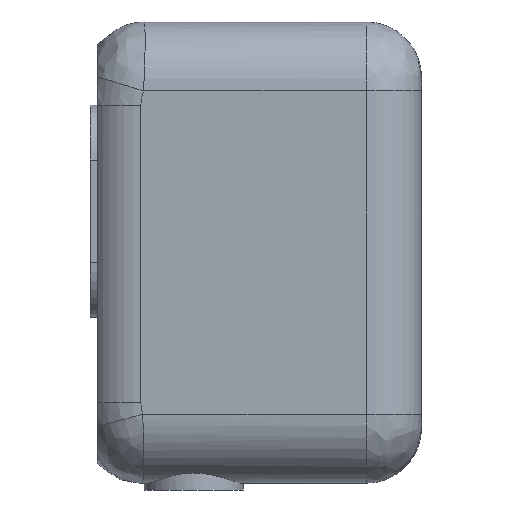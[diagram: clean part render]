
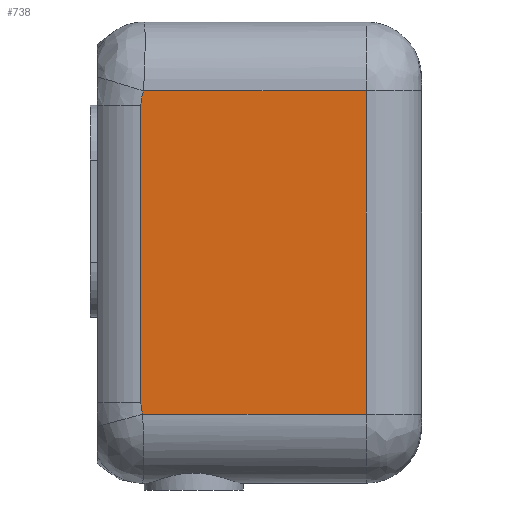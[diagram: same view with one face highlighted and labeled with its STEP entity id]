
A CAD part, front view. The second image highlights one B-rep face of the part: STEP entity #738.
In plain terms, the highlighted planar face has unit normal (0, -1, 0).
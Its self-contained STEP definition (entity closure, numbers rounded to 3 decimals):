
#41=PLANE('',#833);
#83=FACE_OUTER_BOUND('',#130,.T.);
#130=EDGE_LOOP('',(#624,#625,#626,#627,#628,#629));
#155=B_SPLINE_CURVE_WITH_KNOTS('',3,(#1343,#1344,#1345,#1346),
 .UNSPECIFIED.,.F.,.F.,(4,4),(8.244,8.414),
 .UNSPECIFIED.);
#156=B_SPLINE_CURVE_WITH_KNOTS('',3,(#1376,#1377,#1378,#1379,#1380),
 .UNSPECIFIED.,.F.,.F.,(4,1,4),(8.414,8.506,8.629),
 .UNSPECIFIED.);
#178=LINE('',#1230,#219);
#182=LINE('',#1271,#223);
#187=LINE('',#1316,#228);
#190=LINE('',#1671,#231);
#219=VECTOR('',#933,10.);
#223=VECTOR('',#951,10.);
#228=VECTOR('',#974,8.);
#231=VECTOR('',#1023,10.);
#323=VERTEX_POINT('',#1220);
#325=VERTEX_POINT('',#1226);
#331=VERTEX_POINT('',#1263);
#339=VERTEX_POINT('',#1313);
#340=VERTEX_POINT('',#1315);
#343=VERTEX_POINT('',#1341);
#404=EDGE_CURVE('',#323,#325,#178,.T.);
#414=EDGE_CURVE('',#331,#323,#182,.T.);
#426=EDGE_CURVE('',#339,#340,#187,.T.);
#430=EDGE_CURVE('',#343,#339,#155,.T.);
#434=EDGE_CURVE('',#340,#331,#156,.T.);
#454=EDGE_CURVE('',#325,#343,#190,.T.);
#624=ORIENTED_EDGE('',*,*,#404,.F.);
#625=ORIENTED_EDGE('',*,*,#414,.F.);
#626=ORIENTED_EDGE('',*,*,#434,.F.);
#627=ORIENTED_EDGE('',*,*,#426,.F.);
#628=ORIENTED_EDGE('',*,*,#430,.F.);
#629=ORIENTED_EDGE('',*,*,#454,.F.);
#738=ADVANCED_FACE('',(#83),#41,.T.);
#833=AXIS2_PLACEMENT_3D('',#1670,#1021,#1022);
#933=DIRECTION('',(0.,0.,-1.));
#951=DIRECTION('',(1.,0.,0.));
#974=DIRECTION('',(0.,0.,1.));
#1021=DIRECTION('center_axis',(0.,-1.,0.));
#1022=DIRECTION('ref_axis',(0.,0.,-1.));
#1023=DIRECTION('',(-1.,0.,0.));
#1220=CARTESIAN_POINT('',(39.1,0.,-10.));
#1226=CARTESIAN_POINT('',(39.1,0.,-57.));
#1230=CARTESIAN_POINT('',(39.1,0.,-16.75));
#1263=CARTESIAN_POINT('',(6.699,0.,-10.));
#1271=CARTESIAN_POINT('',(0.,0.,-10.));
#1313=CARTESIAN_POINT('',(6.324,0.,-55.32));
#1315=CARTESIAN_POINT('',(6.324,0.,-12.12));
#1316=CARTESIAN_POINT('',(6.324,0.,-22.81));
#1341=CARTESIAN_POINT('',(6.572,0.,-57.));
#1343=CARTESIAN_POINT('Ctrl Pts',(6.572,0.,
-57.));
#1344=CARTESIAN_POINT('Ctrl Pts',(6.424,0.,
-56.449));
#1345=CARTESIAN_POINT('Ctrl Pts',(6.324,0.,
-55.886));
#1346=CARTESIAN_POINT('Ctrl Pts',(6.324,0.,-55.32));
#1376=CARTESIAN_POINT('Ctrl Pts',(6.324,0.,-12.12));
#1377=CARTESIAN_POINT('Ctrl Pts',(6.324,0.,
-11.812));
#1378=CARTESIAN_POINT('Ctrl Pts',(6.391,0.,
-11.095));
#1379=CARTESIAN_POINT('Ctrl Pts',(6.579,0.,
-10.392));
#1380=CARTESIAN_POINT('Ctrl Pts',(6.699,0.,-10.));
#1670=CARTESIAN_POINT('Origin',(0.,0.,0.));
#1671=CARTESIAN_POINT('',(0.,0.,-57.));
